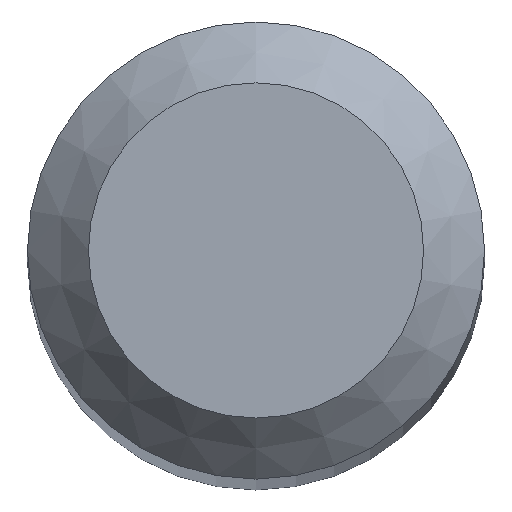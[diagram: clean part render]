
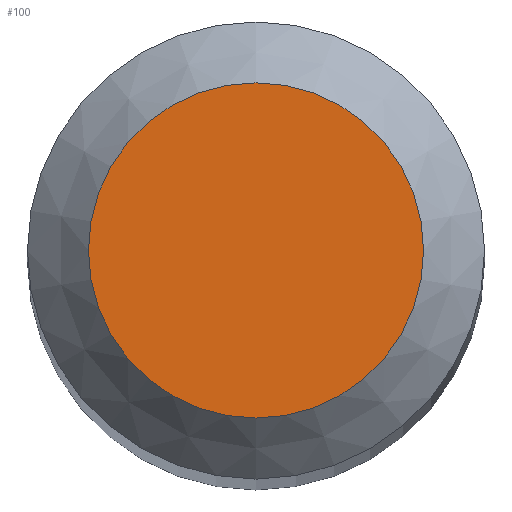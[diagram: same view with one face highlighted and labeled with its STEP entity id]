
A CAD part, top view. The second image highlights one B-rep face of the part: STEP entity #100.
In plain terms, the highlighted planar face has unit normal (0, 0, 1).
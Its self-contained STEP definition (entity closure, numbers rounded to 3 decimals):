
#21 = DIRECTION ( 'NONE',  ( 0., 1., 0. ) ) ;
#22 = DIRECTION ( 'NONE',  ( 0., 0., -1. ) ) ;
#40 = FACE_OUTER_BOUND ( 'NONE', #60, .T. ) ;
#52 = EDGE_CURVE ( 'NONE', #204, #204, #219, .T. ) ;
#60 = EDGE_LOOP ( 'NONE', ( #163 ) ) ;
#100 = ADVANCED_FACE ( 'NONE', ( #40 ), #107, .F. ) ;
#107 = PLANE ( 'NONE',  #197 ) ;
#123 = CARTESIAN_POINT ( 'NONE',  ( 0., 0., 30. ) ) ;
#128 = DIRECTION ( 'NONE',  ( 0., 1., 0. ) ) ;
#158 = DIRECTION ( 'NONE',  ( 0., 0., -1. ) ) ;
#163 = ORIENTED_EDGE ( 'NONE', *, *, #52, .F. ) ;
#188 = AXIS2_PLACEMENT_3D ( 'NONE', #123, #22, #21 ) ;
#197 = AXIS2_PLACEMENT_3D ( 'NONE', #205, #158, #128 ) ;
#204 = VERTEX_POINT ( 'NONE', #217 ) ;
#205 = CARTESIAN_POINT ( 'NONE',  ( 0., 0., 30. ) ) ;
#217 = CARTESIAN_POINT ( 'NONE',  ( 0., 0.55, 30. ) ) ;
#219 = CIRCLE ( 'NONE', #188, 0.55 ) ;
